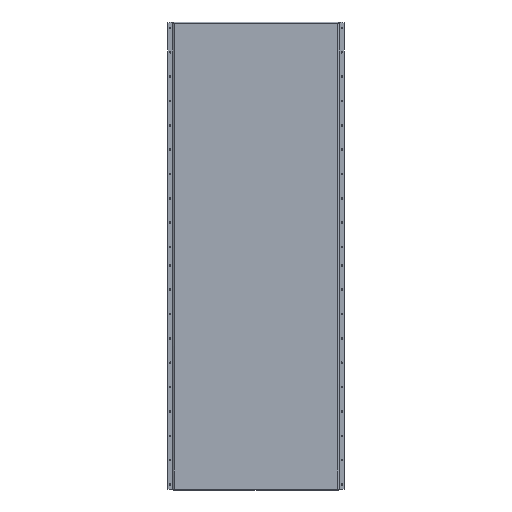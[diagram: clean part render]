
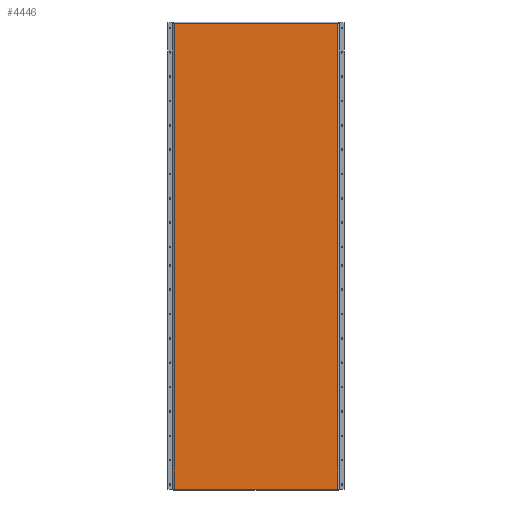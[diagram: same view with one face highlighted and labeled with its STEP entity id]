
A CAD part, front view. The second image highlights one B-rep face of the part: STEP entity #4446.
In plain terms, the highlighted planar face has unit normal (0, -1, 0).
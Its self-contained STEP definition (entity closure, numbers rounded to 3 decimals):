
#280 = EDGE_LOOP ( 'NONE', ( #848, #4606, #2071, #375 ) ) ;
#375 = ORIENTED_EDGE ( 'NONE', *, *, #5169, .T. ) ;
#399 = VERTEX_POINT ( 'NONE', #2203 ) ;
#456 = DIRECTION ( 'NONE',  ( 0., -1., 0. ) ) ;
#520 = DIRECTION ( 'NONE',  ( 0., 0., -1. ) ) ;
#848 = ORIENTED_EDGE ( 'NONE', *, *, #5078, .F. ) ;
#964 = VERTEX_POINT ( 'NONE', #2605 ) ;
#1127 = VECTOR ( 'NONE', #520, 1000. ) ;
#1228 = EDGE_CURVE ( 'NONE', #964, #4345, #2353, .T. ) ;
#1338 = PLANE ( 'NONE',  #4202 ) ;
#1965 = LINE ( 'NONE', #1991, #4027 ) ;
#1991 = CARTESIAN_POINT ( 'NONE',  ( 0., 0., 0. ) ) ;
#2050 = CARTESIAN_POINT ( 'NONE',  ( 4., 0., 1912. ) ) ;
#2071 = ORIENTED_EDGE ( 'NONE', *, *, #4658, .T. ) ;
#2203 = CARTESIAN_POINT ( 'NONE',  ( 4., 0., 0. ) ) ;
#2252 = DIRECTION ( 'NONE',  ( 0., 0., -1. ) ) ;
#2353 = LINE ( 'NONE', #5540, #1127 ) ;
#2469 = CARTESIAN_POINT ( 'NONE',  ( 0., 0., 1912. ) ) ;
#2500 = VERTEX_POINT ( 'NONE', #4911 ) ;
#2568 = FACE_OUTER_BOUND ( 'NONE', #280, .T. ) ;
#2605 = CARTESIAN_POINT ( 'NONE',  ( 677., 0., 1912. ) ) ;
#3350 = VECTOR ( 'NONE', #4698, 1000. ) ;
#3356 = LINE ( 'NONE', #2050, #5074 ) ;
#3863 = DIRECTION ( 'NONE',  ( 0., 0., -1. ) ) ;
#4027 = VECTOR ( 'NONE', #4304, 1000. ) ;
#4202 = AXIS2_PLACEMENT_3D ( 'NONE', #5331, #456, #2252 ) ;
#4304 = DIRECTION ( 'NONE',  ( -1., 0., 0. ) ) ;
#4314 = LINE ( 'NONE', #2469, #3350 ) ;
#4345 = VERTEX_POINT ( 'NONE', #4347 ) ;
#4347 = CARTESIAN_POINT ( 'NONE',  ( 677., 0., 0. ) ) ;
#4446 = ADVANCED_FACE ( 'NONE', ( #2568 ), #1338, .T. ) ;
#4606 = ORIENTED_EDGE ( 'NONE', *, *, #1228, .F. ) ;
#4658 = EDGE_CURVE ( 'NONE', #964, #2500, #4314, .T. ) ;
#4698 = DIRECTION ( 'NONE',  ( -1., 0., 0. ) ) ;
#4911 = CARTESIAN_POINT ( 'NONE',  ( 4., 0., 1912. ) ) ;
#5074 = VECTOR ( 'NONE', #3863, 1000. ) ;
#5078 = EDGE_CURVE ( 'NONE', #4345, #399, #1965, .T. ) ;
#5169 = EDGE_CURVE ( 'NONE', #2500, #399, #3356, .T. ) ;
#5331 = CARTESIAN_POINT ( 'NONE',  ( 0., 0., 1912. ) ) ;
#5540 = CARTESIAN_POINT ( 'NONE',  ( 677., 0., 1912. ) ) ;
